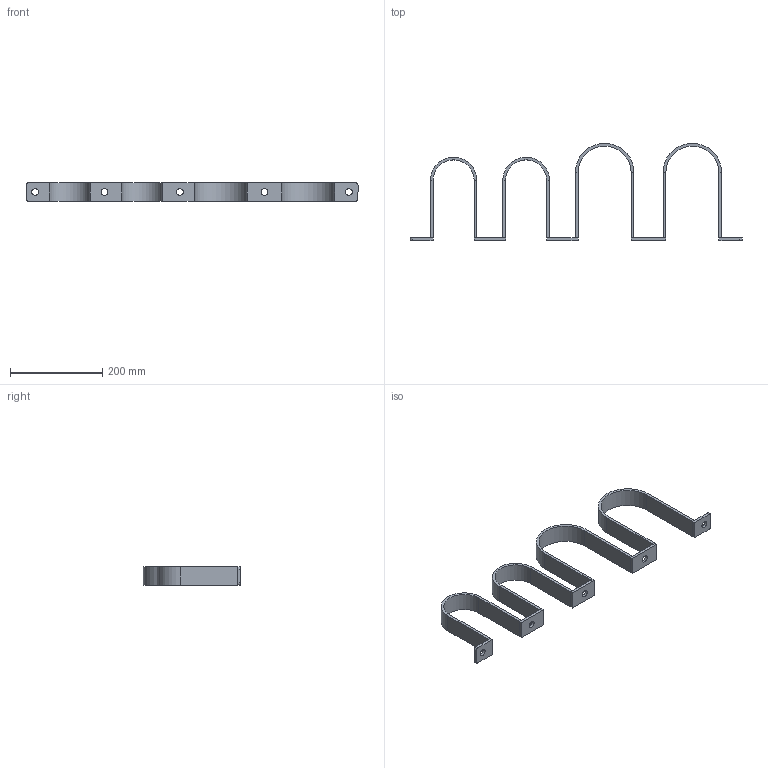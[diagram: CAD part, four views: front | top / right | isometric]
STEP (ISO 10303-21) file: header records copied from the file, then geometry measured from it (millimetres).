
FILE_DESCRIPTION (( 'STEP AP203' ), '1' );
FILE_NAME ('4229-50-25_REV_.step', '2026-01-09T02:46:52', ( '' ), ( '' ), 'SwSTEP 2.0', 'SolidWorks 2025', '' );
FILE_SCHEMA (( 'CONFIG_CONTROL_DESIGN' ));
Length unit declared in the file: millimetre
Products named in the file (6): 4229-50-25-25; 4229-50-25-15; 4229-50-25-35; 4229-50-25_REV_; 4229-50-10-10; 4229-50-25-30
Assembly tree (9 placements, depth 2):
  4229-50-25_REV_
    4229-50-25-15  x2
    4229-50-25-30  x2
    4229-50-25-25
    4229-50-10-10  x2
    4229-50-25-35  x2
Bounding box: 719 x 211 x 40 mm (x, y, z)
Volume: 487430 mm3; surface area: 192801.9 mm2
Topology: 9 solids, 9 shells, 100 faces, 214 edges, 132 vertices
Faces by surface type: plane 78, cylinder 22
Entity records: 2208 total; most frequent: DIRECTION 272, CARTESIAN_POINT 254, ORIENTED_EDGE 232, EDGE_CURVE 116, VECTOR 92, LINE 92, AXIS2_PLACEMENT_3D 90, VERTEX_POINT 72
